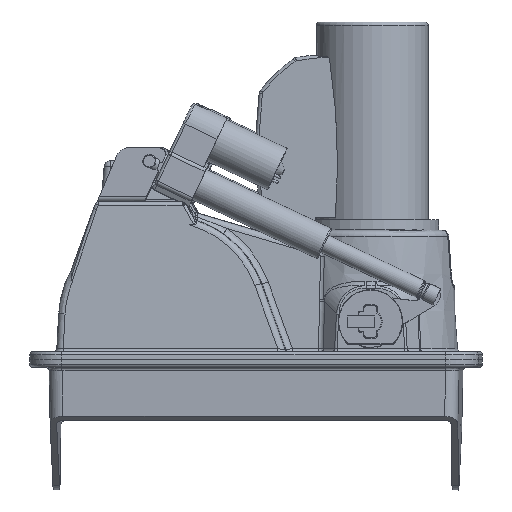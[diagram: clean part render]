
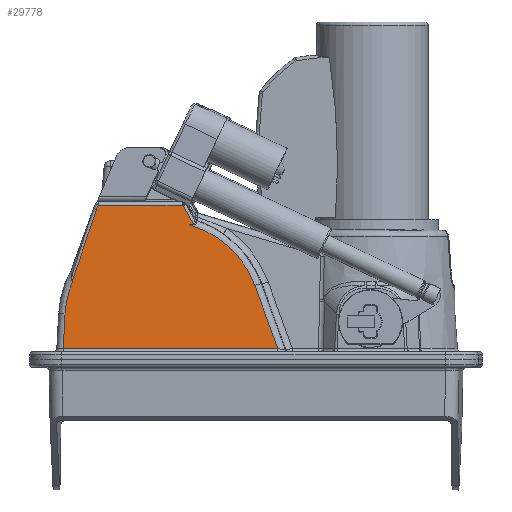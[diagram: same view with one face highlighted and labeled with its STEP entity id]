
A CAD part, front view. The second image highlights one B-rep face of the part: STEP entity #29778.
In plain terms, the highlighted planar face has unit normal (-0.016, -0.999, 0.052).
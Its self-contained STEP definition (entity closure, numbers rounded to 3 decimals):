
#1579=B_SPLINE_CURVE_WITH_KNOTS('',3,(#65700,#65701,#65702,#65703,#65704,
#65705,#65706,#65707,#65708),.UNSPECIFIED.,.F.,.F.,(4,1,1,1,1,1,4),(-0.417,
-0.037,0.373,1.194,2.835,
6.118,11.043),.UNSPECIFIED.);
#1581=B_SPLINE_CURVE_WITH_KNOTS('',3,(#65738,#65739,#65740,#65741,#65742,
#65743),.UNSPECIFIED.,.F.,.F.,(4,1,1,4),(0.089,1.569,
2.555,3.463),.UNSPECIFIED.);
#2176=ELLIPSE('',#32066,150.206,150.);
#2177=ELLIPSE('',#32067,150.206,150.);
#3018=FACE_OUTER_BOUND('',#4901,.T.);
#4901=EDGE_LOOP('',(#21689,#21690,#21691,#21692,#21693,#21694,#21695,#21696,
#21697,#21698,#21699,#21700));
#6753=LINE('',#63562,#8707);
#6784=LINE('',#64017,#8738);
#6786=LINE('',#64027,#8740);
#6848=LINE('',#65401,#8802);
#6861=LINE('',#65730,#8815);
#6862=LINE('',#65731,#8816);
#6863=LINE('',#65733,#8817);
#6864=LINE('',#65737,#8818);
#8707=VECTOR('',#36600,0.701);
#8738=VECTOR('',#36657,53.081);
#8740=VECTOR('',#36667,102.698);
#8802=VECTOR('',#36979,7.293);
#8815=VECTOR('',#37056,1.626);
#8816=VECTOR('',#37057,128.643);
#8817=VECTOR('',#37060,328.605);
#8818=VECTOR('',#37063,6.882);
#12377=VERTEX_POINT('',#63558);
#12379=VERTEX_POINT('',#63561);
#12425=VERTEX_POINT('',#64014);
#12426=VERTEX_POINT('',#64016);
#12428=VERTEX_POINT('',#64021);
#12430=VERTEX_POINT('',#64025);
#12557=VERTEX_POINT('',#65397);
#12558=VERTEX_POINT('',#65399);
#12576=VERTEX_POINT('',#65728);
#12577=VERTEX_POINT('',#65729);
#12578=VERTEX_POINT('',#65734);
#12579=VERTEX_POINT('',#65736);
#15596=EDGE_CURVE('',#12377,#12379,#6753,.T.);
#15655=EDGE_CURVE('',#12425,#12426,#6784,.T.);
#15660=EDGE_CURVE('',#12430,#12428,#6786,.T.);
#15843=EDGE_CURVE('',#12558,#12557,#6848,.T.);
#15873=EDGE_CURVE('',#12379,#12558,#1579,.T.);
#15882=EDGE_CURVE('',#12576,#12577,#6861,.T.);
#15883=EDGE_CURVE('',#12557,#12576,#6862,.T.);
#15884=EDGE_CURVE('',#12426,#12377,#2176,.T.);
#15885=EDGE_CURVE('',#12428,#12425,#6863,.T.);
#15886=EDGE_CURVE('',#12578,#12430,#2177,.T.);
#15887=EDGE_CURVE('',#12579,#12578,#6864,.T.);
#15888=EDGE_CURVE('',#12577,#12579,#1581,.T.);
#21689=ORIENTED_EDGE('',*,*,#15882,.F.);
#21690=ORIENTED_EDGE('',*,*,#15883,.F.);
#21691=ORIENTED_EDGE('',*,*,#15843,.F.);
#21692=ORIENTED_EDGE('',*,*,#15873,.F.);
#21693=ORIENTED_EDGE('',*,*,#15596,.F.);
#21694=ORIENTED_EDGE('',*,*,#15884,.F.);
#21695=ORIENTED_EDGE('',*,*,#15655,.F.);
#21696=ORIENTED_EDGE('',*,*,#15885,.F.);
#21697=ORIENTED_EDGE('',*,*,#15660,.F.);
#21698=ORIENTED_EDGE('',*,*,#15886,.F.);
#21699=ORIENTED_EDGE('',*,*,#15887,.F.);
#21700=ORIENTED_EDGE('',*,*,#15888,.F.);
#27743=PLANE('',#32065);
#29778=ADVANCED_FACE('',(#3018),#27743,.F.);
#32065=AXIS2_PLACEMENT_3D('',#65727,#37054,#37055);
#32066=AXIS2_PLACEMENT_3D('',#65732,#37058,#37059);
#32067=AXIS2_PLACEMENT_3D('',#65735,#37061,#37062);
#36600=DIRECTION('',(-1.,0.016,0.));
#36657=DIRECTION('',(0.053,0.051,0.997));
#36667=DIRECTION('',(0.341,-0.055,-0.939));
#36979=DIRECTION('',(0.342,0.044,0.939));
#37054=DIRECTION('center_axis',(0.016,0.998,-0.052));
#37055=DIRECTION('ref_axis',(-1.,0.016,0.));
#37056=DIRECTION('',(0.878,-0.039,-0.478));
#37057=DIRECTION('',(1.,-0.016,0.));
#37058=DIRECTION('center_axis',(0.016,0.998,-0.052));
#37059=DIRECTION('ref_axis',(0.001,0.052,0.999));
#37060=DIRECTION('',(-1.,0.016,0.));
#37061=DIRECTION('center_axis',(0.016,0.998,-0.052));
#37062=DIRECTION('ref_axis',(0.001,0.052,0.999));
#37063=DIRECTION('',(-1.,0.016,0.));
#63558=CARTESIAN_POINT('',(-444.911,-170.927,257.192));
#63561=CARTESIAN_POINT('',(-445.612,-170.916,257.192));
#63562=CARTESIAN_POINT('',(-337.221,-172.697,257.192));
#64014=CARTESIAN_POINT('',(-459.863,-176.162,152.63));
#64016=CARTESIAN_POINT('',(-457.044,-173.434,205.566));
#64017=CARTESIAN_POINT('',(-459.318,-175.635,162.868));
#64021=CARTESIAN_POINT('',(-131.302,-181.56,152.63));
#64025=CARTESIAN_POINT('',(-166.297,-175.933,249.018));
#64027=CARTESIAN_POINT('',(-167.71,-175.706,252.91));
#65397=CARTESIAN_POINT('',(-406.29,-165.52,372.453));
#65399=CARTESIAN_POINT('',(-408.787,-165.838,365.609));
#65401=CARTESIAN_POINT('',(-439.926,-169.801,280.244));
#65700=CARTESIAN_POINT('Ctrl Pts',(-445.612,-170.916,
257.192));
#65701=CARTESIAN_POINT('Ctrl Pts',(-445.294,-170.856,
258.427));
#65702=CARTESIAN_POINT('Ctrl Pts',(-444.589,-170.734,
260.99));
#65703=CARTESIAN_POINT('Ctrl Pts',(-443.083,-170.489,
266.128));
#65704=CARTESIAN_POINT('Ctrl Pts',(-440.242,-170.056,
275.271));
#65705=CARTESIAN_POINT('Ctrl Pts',(-434.28,-169.202,
293.447));
#65706=CARTESIAN_POINT('Ctrl Pts',(-423.615,-167.751,
324.468));
#65707=CARTESIAN_POINT('Ctrl Pts',(-414.407,-166.553,
350.202));
#65708=CARTESIAN_POINT('Ctrl Pts',(-408.787,-165.838,
365.609));
#65727=CARTESIAN_POINT('Origin',(-307.277,-176.339,197.087));
#65728=CARTESIAN_POINT('',(-277.664,-167.634,372.453));
#65729=CARTESIAN_POINT('',(-276.237,-167.698,371.676));
#65730=CARTESIAN_POINT('',(-245.951,-169.06,355.181));
#65731=CARTESIAN_POINT('',(-307.126,-167.15,372.453));
#65732=CARTESIAN_POINT('Origin',(-307.276,-176.306,197.715));
#65733=CARTESIAN_POINT('',(-237.599,-179.814,152.63));
#65734=CARTESIAN_POINT('',(-266.827,-169.398,342.192));
#65735=CARTESIAN_POINT('Origin',(-307.276,-176.306,197.715));
#65736=CARTESIAN_POINT('',(-259.946,-169.511,342.192));
#65737=CARTESIAN_POINT('',(-307.152,-168.735,342.192));
#65738=CARTESIAN_POINT('Ctrl Pts',(-276.237,-167.698,
371.676));
#65739=CARTESIAN_POINT('Ctrl Pts',(-273.832,-167.963,367.379));
#65740=CARTESIAN_POINT('Ctrl Pts',(-269.837,-168.404,360.211));
#65741=CARTESIAN_POINT('Ctrl Pts',(-264.41,-169.008,
350.381));
#65742=CARTESIAN_POINT('Ctrl Pts',(-261.386,-169.348,
344.848));
#65743=CARTESIAN_POINT('Ctrl Pts',(-259.946,-169.511,
342.192));
